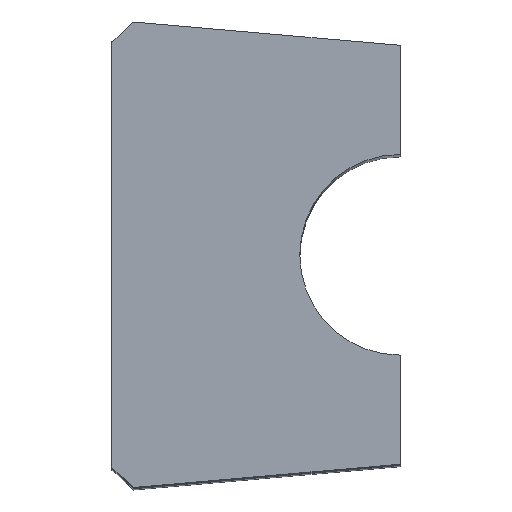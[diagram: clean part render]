
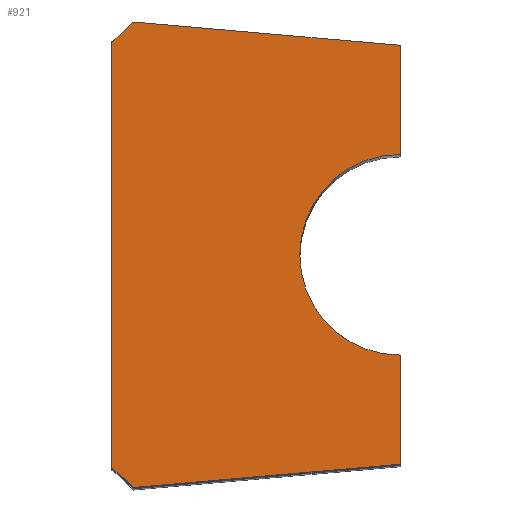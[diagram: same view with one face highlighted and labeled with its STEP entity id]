
A CAD part, top view. The second image highlights one B-rep face of the part: STEP entity #921.
In plain terms, the highlighted planar face has unit normal (0, 0, 1).
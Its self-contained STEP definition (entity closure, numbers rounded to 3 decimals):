
#466 = VERTEX_POINT('',#467);
#467 = CARTESIAN_POINT('',(67.296,63.416,53.));
#473 = EDGE_CURVE('',#466,#474,#476,.T.);
#474 = VERTEX_POINT('',#475);
#475 = CARTESIAN_POINT('',(67.296,75.074,53.));
#476 = LINE('',#477,#478);
#477 = CARTESIAN_POINT('',(67.296,63.416,53.));
#478 = VECTOR('',#479,1.);
#479 = DIRECTION('',(0.,1.,0.));
#649 = VERTEX_POINT('',#650);
#650 = CARTESIAN_POINT('',(75.196,66.495,53.));
#656 = EDGE_CURVE('',#649,#657,#659,.T.);
#657 = VERTEX_POINT('',#658);
#658 = CARTESIAN_POINT('',(75.196,63.508,53.));
#659 = LINE('',#660,#661);
#660 = CARTESIAN_POINT('',(75.196,66.495,53.));
#661 = VECTOR('',#662,1.);
#662 = DIRECTION('',(0.,-1.,0.));
#846 = EDGE_CURVE('',#474,#847,#849,.T.);
#847 = VERTEX_POINT('',#848);
#848 = CARTESIAN_POINT('',(67.894,75.622,53.));
#849 = LINE('',#850,#851);
#850 = CARTESIAN_POINT('',(67.296,75.074,53.));
#851 = VECTOR('',#852,1.);
#852 = DIRECTION('',(0.737,0.676,0.));
#921 = ADVANCED_FACE('',(#922),#964,.T.);
#922 = FACE_BOUND('',#923,.F.);
#923 = EDGE_LOOP('',(#924,#932,#938,#939,#940,#948,#956,#963));
#924 = ORIENTED_EDGE('',*,*,#925,.T.);
#925 = EDGE_CURVE('',#657,#926,#928,.T.);
#926 = VERTEX_POINT('',#927);
#927 = CARTESIAN_POINT('',(67.894,62.869,53.));
#928 = LINE('',#929,#930);
#929 = CARTESIAN_POINT('',(75.196,63.508,53.));
#930 = VECTOR('',#931,1.);
#931 = DIRECTION('',(-0.996,-0.087,0.));
#932 = ORIENTED_EDGE('',*,*,#933,.T.);
#933 = EDGE_CURVE('',#926,#466,#934,.T.);
#934 = LINE('',#935,#936);
#935 = CARTESIAN_POINT('',(67.894,62.869,53.));
#936 = VECTOR('',#937,1.);
#937 = DIRECTION('',(-0.737,0.676,0.));
#938 = ORIENTED_EDGE('',*,*,#473,.T.);
#939 = ORIENTED_EDGE('',*,*,#846,.T.);
#940 = ORIENTED_EDGE('',*,*,#941,.T.);
#941 = EDGE_CURVE('',#847,#942,#944,.T.);
#942 = VERTEX_POINT('',#943);
#943 = CARTESIAN_POINT('',(75.196,74.983,53.));
#944 = LINE('',#945,#946);
#945 = CARTESIAN_POINT('',(67.894,75.622,53.));
#946 = VECTOR('',#947,1.);
#947 = DIRECTION('',(0.996,-0.087,0.));
#948 = ORIENTED_EDGE('',*,*,#949,.T.);
#949 = EDGE_CURVE('',#942,#950,#952,.T.);
#950 = VERTEX_POINT('',#951);
#951 = CARTESIAN_POINT('',(75.196,71.995,53.));
#952 = LINE('',#953,#954);
#953 = CARTESIAN_POINT('',(75.196,74.983,53.));
#954 = VECTOR('',#955,1.);
#955 = DIRECTION('',(0.,-1.,0.));
#956 = ORIENTED_EDGE('',*,*,#957,.F.);
#957 = EDGE_CURVE('',#649,#950,#958,.T.);
#958 = CIRCLE('',#959,2.75);
#959 = AXIS2_PLACEMENT_3D('',#960,#961,#962);
#960 = CARTESIAN_POINT('',(75.196,69.245,53.));
#961 = DIRECTION('',(0.,0.,-1.));
#962 = DIRECTION('',(1.,0.,0.));
#963 = ORIENTED_EDGE('',*,*,#656,.T.);
#964 = PLANE('',#965);
#965 = AXIS2_PLACEMENT_3D('',#966,#967,#968);
#966 = CARTESIAN_POINT('',(71.14,69.245,53.));
#967 = DIRECTION('',(0.,-0.,1.));
#968 = DIRECTION('',(1.,0.,0.));
